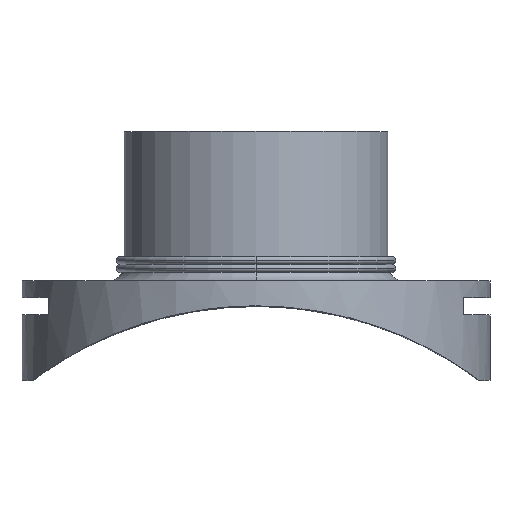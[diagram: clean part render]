
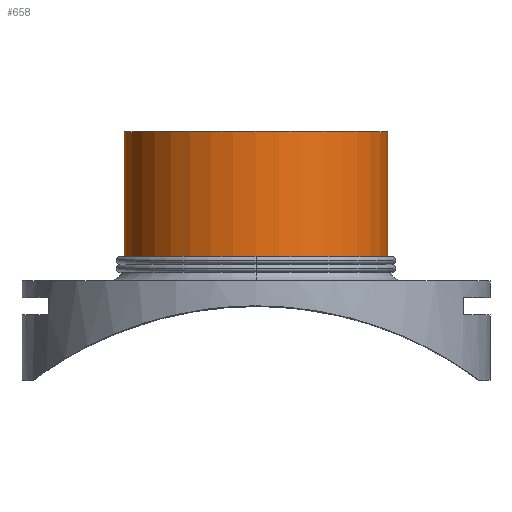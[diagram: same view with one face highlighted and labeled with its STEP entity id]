
A CAD part, top view. The second image highlights one B-rep face of the part: STEP entity #658.
In plain terms, the highlighted cylindrical face has radius 177.5 mm (diameter 355 mm), a partial arc.
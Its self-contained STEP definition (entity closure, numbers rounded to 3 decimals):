
#382 = VERTEX_POINT( '', #854 );
#422 = EDGE_CURVE( '', #488, #602, #901, .T. );
#478 = VERTEX_POINT( '', #960 );
#488 = VERTEX_POINT( '', #971 );
#492 = EDGE_CURVE( '', #382, #478, #975, .T. );
#508 = EDGE_CURVE( '', #528, #382, #992, .T. );
#518 = EDGE_CURVE( '', #602, #528, #1002, .T. );
#528 = VERTEX_POINT( '', #1018 );
#588 = EDGE_CURVE( '', #478, #488, #1082, .T. );
#602 = VERTEX_POINT( '', #1097 );
#658 = ADVANCED_FACE( '', ( #1163 ), #1164, .T. );
#854 = CARTESIAN_POINT( '', ( 177.5, 335., 0. ) );
#901 = CIRCLE( '', #1545, 177.5 );
#960 = CARTESIAN_POINT( '', ( -177.5, 335., 0. ) );
#971 = CARTESIAN_POINT( '', ( -177.5, 161.325, 0. ) );
#975 = CIRCLE( '', #1712, 177.5 );
#992 = LINE( '', #1738, #1739 );
#1002 = CIRCLE( '', #1752, 177.5 );
#1018 = CARTESIAN_POINT( '', ( 177.5, 161.325, 0. ) );
#1082 = LINE( '', #1889, #1890 );
#1097 = CARTESIAN_POINT( '', ( 0., 161.325, 177.5 ) );
#1163 = FACE_OUTER_BOUND( '', #2052, .T. );
#1164 = CYLINDRICAL_SURFACE( '', #2053, 177.5 );
#1545 = AXIS2_PLACEMENT_3D( '', #2342, #2343, #2344 );
#1712 = AXIS2_PLACEMENT_3D( '', #2426, #2427, #2428 );
#1738 = CARTESIAN_POINT( '', ( 177.5, 245.233, 0. ) );
#1739 = VECTOR( '', #2449, 1. );
#1752 = AXIS2_PLACEMENT_3D( '', #2456, #2457, #2458 );
#1889 = CARTESIAN_POINT( '', ( -177.5, 245.233, 0. ) );
#1890 = VECTOR( '', #2564, 1. );
#2052 = EDGE_LOOP( '', ( #2680, #2681, #2682, #2683, #2684 ) );
#2053 = AXIS2_PLACEMENT_3D( '', #2685, #2686, #2687 );
#2342 = CARTESIAN_POINT( '', ( 0., 161.325, 0. ) );
#2343 = DIRECTION( '', ( 0., 1., 0. ) );
#2344 = DIRECTION( '', ( -1., 0., 0. ) );
#2426 = CARTESIAN_POINT( '', ( 0., 335., 0. ) );
#2427 = DIRECTION( '', ( 0., -1., 0. ) );
#2428 = DIRECTION( '', ( -1., 0., 0. ) );
#2449 = DIRECTION( '', ( 0., 1., 0. ) );
#2456 = CARTESIAN_POINT( '', ( 0., 161.325, 0. ) );
#2457 = DIRECTION( '', ( 0., 1., 0. ) );
#2458 = DIRECTION( '', ( -1., 0., 0. ) );
#2564 = DIRECTION( '', ( 0., -1., 0. ) );
#2680 = ORIENTED_EDGE( '', *, *, #588, .T. );
#2681 = ORIENTED_EDGE( '', *, *, #422, .T. );
#2682 = ORIENTED_EDGE( '', *, *, #518, .T. );
#2683 = ORIENTED_EDGE( '', *, *, #508, .T. );
#2684 = ORIENTED_EDGE( '', *, *, #492, .T. );
#2685 = CARTESIAN_POINT( '', ( 0., 245.233, 0. ) );
#2686 = DIRECTION( '', ( 0., 1., 0. ) );
#2687 = DIRECTION( '', ( -1., 0., 0. ) );
